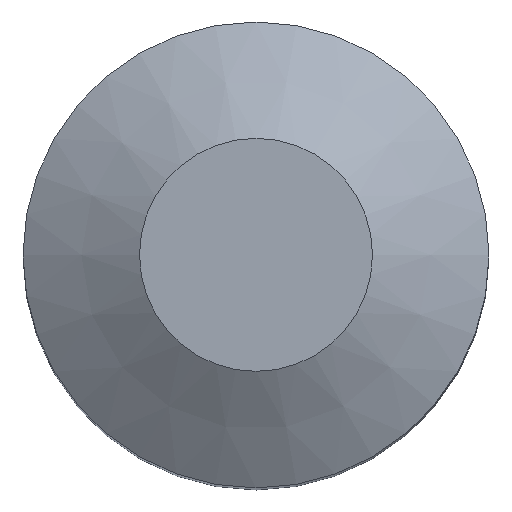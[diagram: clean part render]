
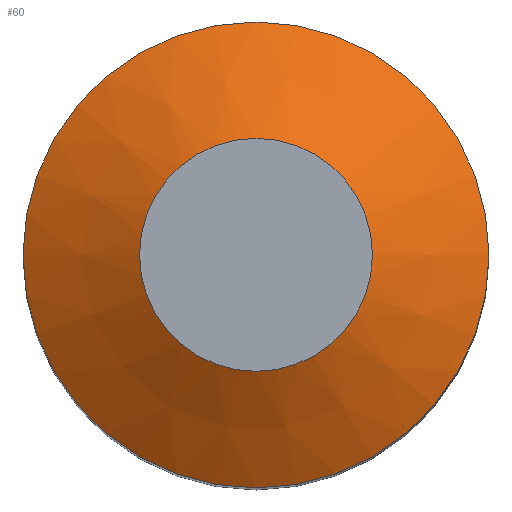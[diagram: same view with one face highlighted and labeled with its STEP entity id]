
A CAD part, top view. The second image highlights one B-rep face of the part: STEP entity #60.
In plain terms, the highlighted conical face has half-angle 60 degrees and reference radius 9 mm.
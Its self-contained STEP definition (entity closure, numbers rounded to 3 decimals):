
#52=CONICAL_SURFACE('',#195,9.,60.);
#60=ADVANCED_FACE('',(#74,#75),#52,.T.);
#74=FACE_BOUND('',#91,.T.);
#75=FACE_BOUND('',#92,.T.);
#91=EDGE_LOOP('',(#109));
#92=EDGE_LOOP('',(#110));
#109=ORIENTED_EDGE('',*,*,#135,.T.);
#110=ORIENTED_EDGE('',*,*,#136,.F.);
#125=VERTEX_POINT('',#289);
#126=VERTEX_POINT('',#292);
#135=EDGE_CURVE('',#125,#125,#144,.T.);
#136=EDGE_CURVE('',#126,#126,#145,.T.);
#144=CIRCLE('',#192,4.5);
#145=CIRCLE('',#194,9.);
#192=AXIS2_PLACEMENT_3D('',#288,#225,#226);
#194=AXIS2_PLACEMENT_3D('',#291,#229,#230);
#195=AXIS2_PLACEMENT_3D('',#293,#231,#232);
#225=DIRECTION('',(0.,0.,-1.));
#226=DIRECTION('',(1.,0.,0.));
#229=DIRECTION('',(0.,0.,-1.));
#230=DIRECTION('',(1.,0.,0.));
#231=DIRECTION('',(0.,0.,-1.));
#232=DIRECTION('',(1.,0.,0.));
#288=CARTESIAN_POINT('',(0.,0.,0.));
#289=CARTESIAN_POINT('',(4.5,0.,0.));
#291=CARTESIAN_POINT('',(0.,0.,-2.598));
#292=CARTESIAN_POINT('',(9.,0.,-2.598));
#293=CARTESIAN_POINT('',(0.,0.,-2.598));
